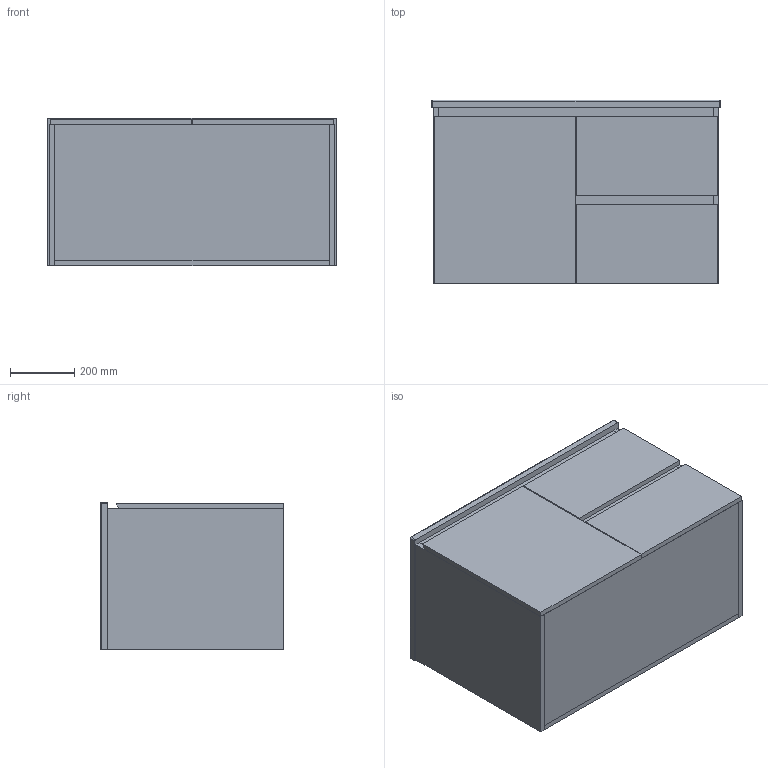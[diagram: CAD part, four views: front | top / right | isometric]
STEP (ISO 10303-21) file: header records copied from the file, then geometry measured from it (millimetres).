
FILE_DESCRIPTION (( 'STEP AP214' ), '1' );
FILE_NAME ('FD Acrylic 900L WH ASSEM.STEP', '2019-03-06T04:33:00', ( '' ), ( '' ), 'SwSTEP 2.0', 'SolidWorks 2015', '' );
FILE_SCHEMA (( 'AUTOMOTIVE_DESIGN' ));
Length unit declared in the file: millimetre
Products named in the file (3): FD Acrylic 900L WH ASSEM; FD Acrylic 900 WH; Essentials Acrylic 900 left offset
Assembly tree (2 placements, depth 2):
  FD Acrylic 900L WH ASSEM
    FD Acrylic 900 WH
    Essentials Acrylic 900 left offset
Bounding box: 900 x 572 x 460 mm (x, y, z)
Volume: 47324578.2 mm3; surface area: 5833446.8 mm2
Topology: 9 solids, 9 shells, 91 faces, 195 edges, 120 vertices
Faces by surface type: plane 65, cylinder 14, bspline 6, sphere 4, torus 2
Entity records: 3442 total; most frequent: CARTESIAN_POINT 1119, DIRECTION 391, ORIENTED_EDGE 382, EDGE_CURVE 191, VECTOR 151, LINE 151, AXIS2_PLACEMENT_3D 120, VERTEX_POINT 120
